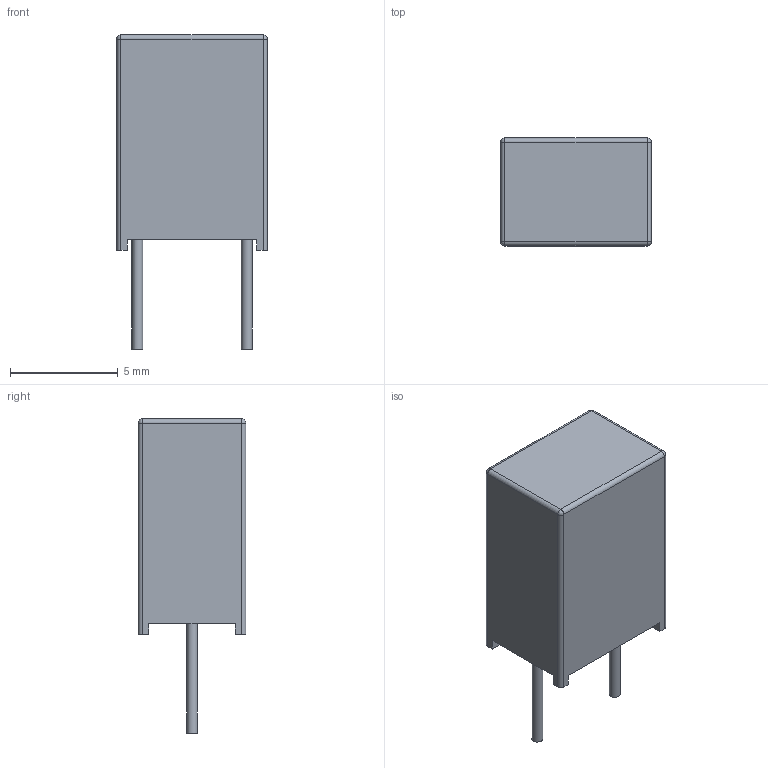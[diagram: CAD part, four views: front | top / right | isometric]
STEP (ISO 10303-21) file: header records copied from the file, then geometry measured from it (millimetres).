
FILE_DESCRIPTION(('FreeCAD Model'),'2;1');
FILE_NAME('Capacitor_5x7x10.step','2021-02-17T11:26:30',('Author'),(''), 'Open CASCADE STEP processor 7.3','FreeCAD','Unknown');
FILE_SCHEMA(('AUTOMOTIVE_DESIGN { 1 0 10303 214 1 1 1 1 }'));
Length unit declared in the file: millimetre
Products named in the file (1): Capacitor_5x7x10
Bounding box: 7 x 5 x 14.58 mm (x, y, z)
Volume: 334.5 mm3; surface area: 313.2 mm2
Topology: 3 solids, 3 shells, 36 faces, 82 edges, 48 vertices
Faces by surface type: plane 22, cylinder 10, sphere 4
Full cylindrical faces by diameter (mm): 0.5 x2
Entity records: 2247 total; most frequent: CARTESIAN_POINT 331, DIRECTION 326, LINE 206, VECTOR 206, ORIENTED_EDGE 156, PCURVE 156, DEFINITIONAL_REPRESENTATION 156, EDGE_CURVE 78
